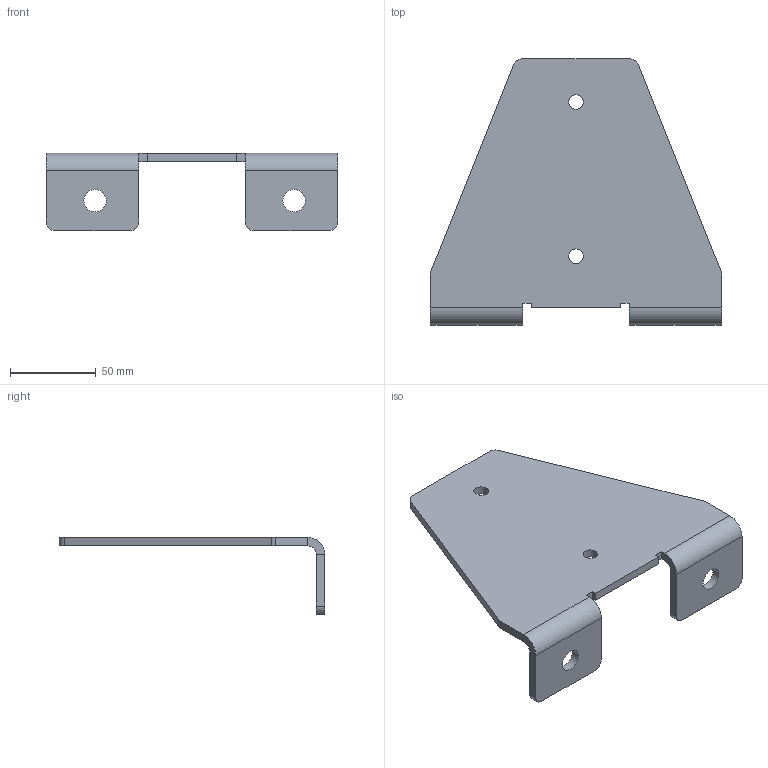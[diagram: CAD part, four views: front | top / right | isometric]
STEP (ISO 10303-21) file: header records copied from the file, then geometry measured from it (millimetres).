
FILE_DESCRIPTION(/* description */ ('KriTec Bodenadapter einspurig gerade für Profil 8 40x40, VA rostfrei'),/* implementation_level */ '2;1');
FILE_NAME(/* name */ '13842_KriTec_Bodenadapter_einspurig_gerade_für_Profil_8_40x40_VA_rostfrei.stp',/* time_stamp */ '2019-06-14T10:05:30+02:00',/* author */ ('Nell'),/* organization */ (''),/* preprocessor_version */ 'ST-DEVELOPER v17',/* originating_system */ 'Autodesk Inventor 2018',/* authorisation */ '');
FILE_SCHEMA (('AUTOMOTIVE_DESIGN { 1 0 10303 214 3 1 1 }'));
Length unit declared in the file: millimetre
Products named in the file (1): 13842
Bounding box: 170 x 155 x 45 mm (x, y, z)
Volume: 115113.6 mm3; surface area: 50401.4 mm2
Topology: 1 solids, 1 shells, 44 faces, 114 edges, 72 vertices
Faces by surface type: plane 28, cylinder 16
Full cylindrical faces by diameter (mm): 8.5 x2, 13 x2
Entity records: 1393 total; most frequent: DIRECTION 240, CARTESIAN_POINT 231, ORIENTED_EDGE 228, EDGE_CURVE 114, AXIS2_PLACEMENT_3D 81, LINE 78, VECTOR 78, VERTEX_POINT 72
